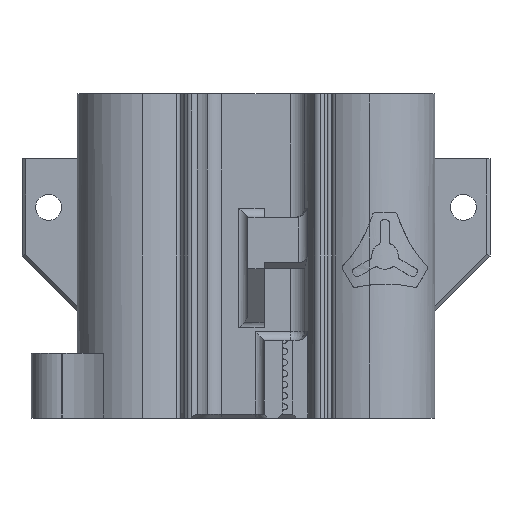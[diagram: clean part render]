
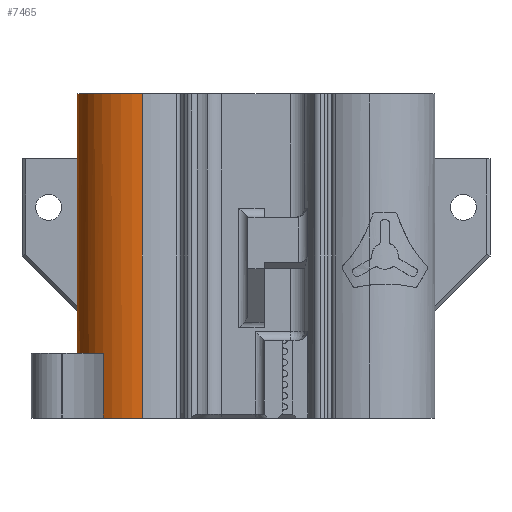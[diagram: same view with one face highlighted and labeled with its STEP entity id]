
A CAD part, left-side view. The second image highlights one B-rep face of the part: STEP entity #7465.
In plain terms, the highlighted cylindrical face has radius 10.05 mm (diameter 20.1 mm), a partial arc.
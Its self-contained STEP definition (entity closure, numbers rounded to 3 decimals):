
#45 = VERTEX_POINT ( 'NONE', #1011 ) ;
#55 = EDGE_CURVE ( 'NONE', #231, #3653, #6271, .T. ) ;
#95 = VERTEX_POINT ( 'NONE', #3113 ) ;
#129 = ORIENTED_EDGE ( 'NONE', *, *, #5617, .F. ) ;
#231 = VERTEX_POINT ( 'NONE', #2028 ) ;
#240 = VERTEX_POINT ( 'NONE', #639 ) ;
#263 = LINE ( 'NONE', #2519, #3476 ) ;
#284 = EDGE_CURVE ( 'NONE', #95, #7060, #1090, .T. ) ;
#334 = CARTESIAN_POINT ( 'NONE',  ( 5.05, 26.239, -1.361 ) ) ;
#550 = DIRECTION ( 'NONE',  ( 0., 0., 1. ) ) ;
#579 = VECTOR ( 'NONE', #4162, 1000. ) ;
#639 = CARTESIAN_POINT ( 'NONE',  ( -8.057, 23.557, -15. ) ) ;
#779 = VERTEX_POINT ( 'NONE', #3607 ) ;
#798 = EDGE_CURVE ( 'NONE', #95, #819, #4528, .T. ) ;
#819 = VERTEX_POINT ( 'NONE', #7751 ) ;
#1011 = CARTESIAN_POINT ( 'NONE',  ( -10.05, 17.55, -25. ) ) ;
#1090 =( BOUNDED_CURVE ( )  B_SPLINE_CURVE ( 3, ( #6674, #4666, #5379, #7419 ),
 .UNSPECIFIED., .F., .F. ) 
 B_SPLINE_CURVE_WITH_KNOTS ( ( 4, 4 ),
 ( 4.623, 4.694 ),
 .UNSPECIFIED. ) 
 CURVE ( )  GEOMETRIC_REPRESENTATION_ITEM ( )  RATIONAL_B_SPLINE_CURVE ( ( 1., 1., 1., 1. ) ) 
 REPRESENTATION_ITEM ( '' )  );
#1093 = CARTESIAN_POINT ( 'NONE',  ( 9.439, 21., 25. ) ) ;
#1100 = EDGE_CURVE ( 'NONE', #4253, #45, #1507, .T. ) ;
#1160 = AXIS2_PLACEMENT_3D ( 'NONE', #1334, #4673, #1366 ) ;
#1208 = CARTESIAN_POINT ( 'NONE',  ( 0., 17.55, -15. ) ) ;
#1219 = DIRECTION ( 'NONE',  ( 1., 0., 0. ) ) ;
#1248 = DIRECTION ( 'NONE',  ( 0., 0., 1. ) ) ;
#1289 = CARTESIAN_POINT ( 'NONE',  ( 9.439, 21., -15.1 ) ) ;
#1334 = CARTESIAN_POINT ( 'NONE',  ( 0., 17.55, 25. ) ) ;
#1366 = DIRECTION ( 'NONE',  ( 1., 0., 0. ) ) ;
#1378 = ORIENTED_EDGE ( 'NONE', *, *, #6042, .T. ) ;
#1507 = LINE ( 'NONE', #3506, #579 ) ;
#1685 = VECTOR ( 'NONE', #550, 1000. ) ;
#1761 = DIRECTION ( 'NONE',  ( 0., 0., 1. ) ) ;
#1826 = CARTESIAN_POINT ( 'NONE',  ( 5.05, 26.239, 25. ) ) ;
#1892 = CARTESIAN_POINT ( 'NONE',  ( 8.711, 22.994, -13.106 ) ) ;
#1921 = ORIENTED_EDGE ( 'NONE', *, *, #3315, .F. ) ;
#2028 = CARTESIAN_POINT ( 'NONE',  ( 9.439, 21., -25. ) ) ;
#2115 = EDGE_CURVE ( 'NONE', #231, #6166, #5989, .T. ) ;
#2279 = CARTESIAN_POINT ( 'NONE',  ( 0., 17.55, -25. ) ) ;
#2313 = CARTESIAN_POINT ( 'NONE',  ( 0., 17.55, 25. ) ) ;
#2364 = DIRECTION ( 'NONE',  ( 0., 0., 1. ) ) ;
#2387 = ORIENTED_EDGE ( 'NONE', *, *, #798, .F. ) ;
#2404 = CARTESIAN_POINT ( 'NONE',  ( 5.65, 25.861, -10.239 ) ) ;
#2519 = CARTESIAN_POINT ( 'NONE',  ( 0., 27.6, 15. ) ) ;
#2547 = CARTESIAN_POINT ( 'NONE',  ( 0., 17.55, 15. ) ) ;
#2771 = VECTOR ( 'NONE', #3509, 1000. ) ;
#2891 = EDGE_CURVE ( 'NONE', #240, #4163, #6789, .T. ) ;
#3113 = CARTESIAN_POINT ( 'NONE',  ( 5.05, 26.239, -9.012 ) ) ;
#3233 = DIRECTION ( 'NONE',  ( 0., 0., -1. ) ) ;
#3287 = ORIENTED_EDGE ( 'NONE', *, *, #6545, .T. ) ;
#3315 = EDGE_CURVE ( 'NONE', #819, #6733, #4392, .T. ) ;
#3374 = CIRCLE ( 'NONE', #8239, 10.05 ) ;
#3476 = VECTOR ( 'NONE', #3233, 1000. ) ;
#3506 = CARTESIAN_POINT ( 'NONE',  ( -10.05, 17.55, 25. ) ) ;
#3509 = DIRECTION ( 'NONE',  ( 0., 0., -1. ) ) ;
#3573 = CIRCLE ( 'NONE', #4517, 10.05 ) ;
#3604 = CARTESIAN_POINT ( 'NONE',  ( 0., 27.6, 15. ) ) ;
#3607 = CARTESIAN_POINT ( 'NONE',  ( 6.539, 25.182, -15. ) ) ;
#3653 = VERTEX_POINT ( 'NONE', #5683 ) ;
#3826 = CARTESIAN_POINT ( 'NONE',  ( 7.406, 24.668, -11.432 ) ) ;
#3911 = DIRECTION ( 'NONE',  ( 0., 0., 1. ) ) ;
#4000 = CARTESIAN_POINT ( 'NONE',  ( 0., 17.55, -25. ) ) ;
#4009 = ORIENTED_EDGE ( 'NONE', *, *, #55, .F. ) ;
#4018 = VERTEX_POINT ( 'NONE', #4853 ) ;
#4088 = CARTESIAN_POINT ( 'NONE',  ( 6.539, 25.182, -25. ) ) ;
#4162 = DIRECTION ( 'NONE',  ( 0., 0., -1. ) ) ;
#4163 = VERTEX_POINT ( 'NONE', #5643 ) ;
#4253 = VERTEX_POINT ( 'NONE', #7817 ) ;
#4372 = EDGE_LOOP ( 'NONE', ( #7913, #5102, #6982, #1378, #5037, #1921, #2387, #5561, #129, #4009, #6072, #7991, #3287, #8301, #5598 ) ) ;
#4392 =( BOUNDED_CURVE ( )  B_SPLINE_CURVE ( 3, ( #334, #7468, #5746, #7410 ),
 .UNSPECIFIED., .F., .F. ) 
 B_SPLINE_CURVE_WITH_KNOTS ( ( 4, 4 ),
 ( 2.615, 3.142 ),
 .UNSPECIFIED. ) 
 CURVE ( )  GEOMETRIC_REPRESENTATION_ITEM ( )  RATIONAL_B_SPLINE_CURVE ( ( 1., 0.977, 0.977, 1. ) ) 
 REPRESENTATION_ITEM ( '' )  );
#4471 = DIRECTION ( 'NONE',  ( -1., 0., 0. ) ) ;
#4517 = AXIS2_PLACEMENT_3D ( 'NONE', #1208, #5738, #4471 ) ;
#4528 = LINE ( 'NONE', #1826, #8363 ) ;
#4666 = CARTESIAN_POINT ( 'NONE',  ( 5.254, 26.12, -9.42 ) ) ;
#4673 = DIRECTION ( 'NONE',  ( 0., 0., 1. ) ) ;
#4853 = CARTESIAN_POINT ( 'NONE',  ( 7.944, 23.706, 25. ) ) ;
#4868 = DIRECTION ( 'NONE',  ( 0., 0., -1. ) ) ;
#5015 = AXIS2_PLACEMENT_3D ( 'NONE', #2547, #1248, #1219 ) ;
#5037 = ORIENTED_EDGE ( 'NONE', *, *, #5718, .T. ) ;
#5094 = FACE_OUTER_BOUND ( 'NONE', #4372, .T. ) ;
#5102 = ORIENTED_EDGE ( 'NONE', *, *, #6217, .F. ) ;
#5379 = CARTESIAN_POINT ( 'NONE',  ( 5.454, 25.994, -9.829 ) ) ;
#5380 = VERTEX_POINT ( 'NONE', #8242 ) ;
#5561 = ORIENTED_EDGE ( 'NONE', *, *, #284, .T. ) ;
#5587 = CARTESIAN_POINT ( 'NONE',  ( -8.057, 23.557, -15. ) ) ;
#5598 = ORIENTED_EDGE ( 'NONE', *, *, #6493, .T. ) ;
#5617 = EDGE_CURVE ( 'NONE', #3653, #7060, #6277, .T. ) ;
#5619 = CIRCLE ( 'NONE', #1160, 10.05 ) ;
#5643 = CARTESIAN_POINT ( 'NONE',  ( -8.057, 23.557, -25. ) ) ;
#5683 = CARTESIAN_POINT ( 'NONE',  ( 9.439, 21., -15.1 ) ) ;
#5718 = EDGE_CURVE ( 'NONE', #6030, #6733, #263, .T. ) ;
#5738 = DIRECTION ( 'NONE',  ( 0., 0., 1. ) ) ;
#5746 = CARTESIAN_POINT ( 'NONE',  ( 1.784, 27.6, 0. ) ) ;
#5900 = DIRECTION ( 'NONE',  ( 1., 0., 0. ) ) ;
#5989 = CIRCLE ( 'NONE', #7696, 10.05 ) ;
#6030 = VERTEX_POINT ( 'NONE', #3604 ) ;
#6042 = EDGE_CURVE ( 'NONE', #5380, #6030, #7373, .T. ) ;
#6072 = ORIENTED_EDGE ( 'NONE', *, *, #2115, .T. ) ;
#6166 = VERTEX_POINT ( 'NONE', #4088 ) ;
#6167 = VECTOR ( 'NONE', #7585, 1000. ) ;
#6217 = EDGE_CURVE ( 'NONE', #4018, #4253, #5619, .T. ) ;
#6271 = LINE ( 'NONE', #1093, #1685 ) ;
#6277 =( BOUNDED_CURVE ( )  B_SPLINE_CURVE ( 3, ( #1289, #1892, #3826, #7120 ),
 .UNSPECIFIED., .F., .F. ) 
 B_SPLINE_CURVE_WITH_KNOTS ( ( 4, 4 ),
 ( 1.921, 2.545 ),
 .UNSPECIFIED. ) 
 CURVE ( )  GEOMETRIC_REPRESENTATION_ITEM ( )  RATIONAL_B_SPLINE_CURVE ( ( 1., 0.968, 0.968, 1. ) ) 
 REPRESENTATION_ITEM ( '' )  );
#6318 = EDGE_CURVE ( 'NONE', #4018, #5380, #6427, .T. ) ;
#6427 = LINE ( 'NONE', #7453, #2771 ) ;
#6493 = EDGE_CURVE ( 'NONE', #4163, #45, #3374, .T. ) ;
#6517 = CARTESIAN_POINT ( 'NONE',  ( 6.539, 25.182, -15. ) ) ;
#6545 = EDGE_CURVE ( 'NONE', #779, #240, #3573, .T. ) ;
#6674 = CARTESIAN_POINT ( 'NONE',  ( 5.05, 26.239, -9.012 ) ) ;
#6733 = VERTEX_POINT ( 'NONE', #8539 ) ;
#6789 = LINE ( 'NONE', #5587, #6167 ) ;
#6982 = ORIENTED_EDGE ( 'NONE', *, *, #6318, .T. ) ;
#7059 = VECTOR ( 'NONE', #7160, 1000. ) ;
#7060 = VERTEX_POINT ( 'NONE', #2404 ) ;
#7120 = CARTESIAN_POINT ( 'NONE',  ( 5.65, 25.861, -10.239 ) ) ;
#7160 = DIRECTION ( 'NONE',  ( 0., 0., -1. ) ) ;
#7356 = CYLINDRICAL_SURFACE ( 'NONE', #7398, 10.05 ) ;
#7373 = CIRCLE ( 'NONE', #5015, 10.05 ) ;
#7398 = AXIS2_PLACEMENT_3D ( 'NONE', #2313, #4868, #8305 ) ;
#7410 = CARTESIAN_POINT ( 'NONE',  ( 0., 27.6, 0. ) ) ;
#7419 = CARTESIAN_POINT ( 'NONE',  ( 5.65, 25.861, -10.239 ) ) ;
#7453 = CARTESIAN_POINT ( 'NONE',  ( 7.944, 23.706, 25. ) ) ;
#7465 = ADVANCED_FACE ( 'NONE', ( #5094 ), #7356, .T. ) ;
#7468 = CARTESIAN_POINT ( 'NONE',  ( 3.507, 27.136, -0.464 ) ) ;
#7585 = DIRECTION ( 'NONE',  ( 0., 0., -1. ) ) ;
#7622 = DIRECTION ( 'NONE',  ( 1., 0., 0. ) ) ;
#7696 = AXIS2_PLACEMENT_3D ( 'NONE', #4000, #3911, #5900 ) ;
#7751 = CARTESIAN_POINT ( 'NONE',  ( 5.05, 26.239, -1.361 ) ) ;
#7817 = CARTESIAN_POINT ( 'NONE',  ( -10.05, 17.55, 25. ) ) ;
#7913 = ORIENTED_EDGE ( 'NONE', *, *, #1100, .F. ) ;
#7991 = ORIENTED_EDGE ( 'NONE', *, *, #8304, .F. ) ;
#8143 = LINE ( 'NONE', #6517, #7059 ) ;
#8239 = AXIS2_PLACEMENT_3D ( 'NONE', #2279, #2364, #7622 ) ;
#8242 = CARTESIAN_POINT ( 'NONE',  ( 7.944, 23.706, 15. ) ) ;
#8301 = ORIENTED_EDGE ( 'NONE', *, *, #2891, .T. ) ;
#8304 = EDGE_CURVE ( 'NONE', #779, #6166, #8143, .T. ) ;
#8305 = DIRECTION ( 'NONE',  ( -1., 0., 0. ) ) ;
#8363 = VECTOR ( 'NONE', #1761, 1000. ) ;
#8539 = CARTESIAN_POINT ( 'NONE',  ( 0., 27.6, 0. ) ) ;
